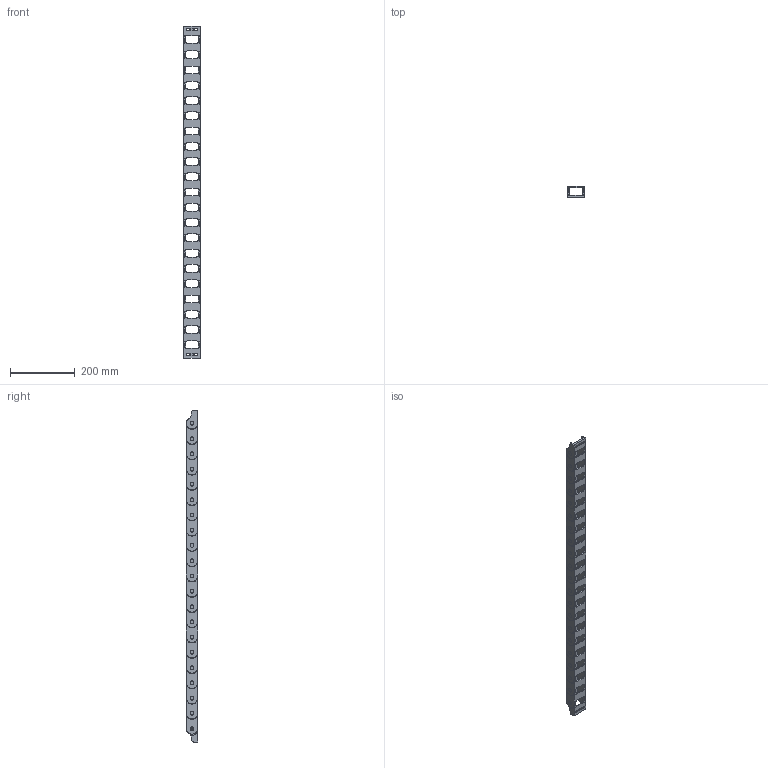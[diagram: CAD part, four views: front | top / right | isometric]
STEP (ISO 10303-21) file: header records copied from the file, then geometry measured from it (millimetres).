
FILE_DESCRIPTION (( 'STEP AP214' ), '1' );
FILE_NAME ('B486 Êàáåëü-êàíàë ïëàñòèêîâûé ïîëóçàêðûòûé 25x38 R55.STEP', '2025-06-05T09:03:00', ( '' ), ( '' ), 'SwSTEP 2.0', 'SolidWorks 2025', '' );
FILE_SCHEMA (( 'AUTOMOTIVE_DESIGN' ));
Length unit declared in the file: millimetre
Products named in the file (4): B486 Кабель-канал пластиковый полузакрытый 25x38 R55; нач звено_00; Конеч звено_00; Сред звено_00
Assembly tree (22 placements, depth 2):
  B486 Кабель-канал пластиковый полузакрытый 25x38 R55
    нач звено_00
    Сред звено_00  x20
    Конеч звено_00
Bounding box: 52 x 34.7 x 1022.1 mm (x, y, z)
Volume: 616880.4 mm3; surface area: 349837.2 mm2
Topology: 22 solids, 22 shells, 1655 faces, 4579 edges, 2972 vertices
Faces by surface type: cylinder 836, plane 739, torus 80
Entity records: 5842 total; most frequent: DIRECTION 1035, CARTESIAN_POINT 997, ORIENTED_EDGE 950, EDGE_CURVE 475, AXIS2_PLACEMENT_3D 366, VERTEX_POINT 312, LINE 303, VECTOR 303
